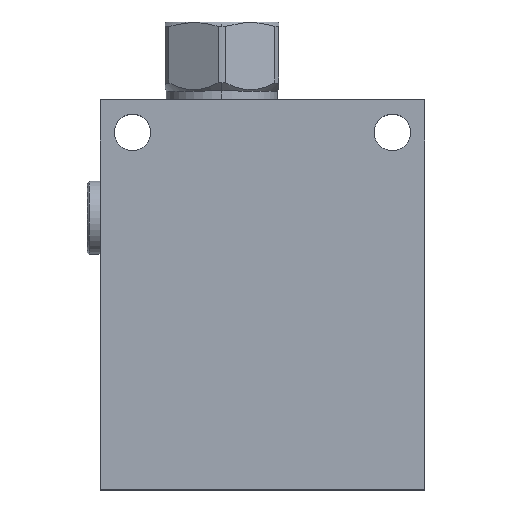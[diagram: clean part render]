
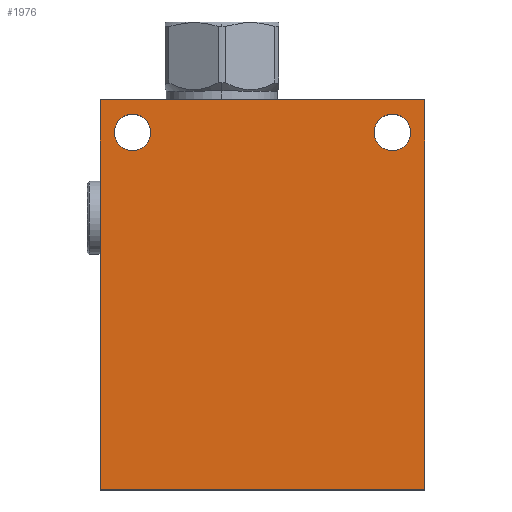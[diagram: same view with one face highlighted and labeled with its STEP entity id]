
A CAD part, top view. The second image highlights one B-rep face of the part: STEP entity #1976.
In plain terms, the highlighted planar face has unit normal (0, 0, 1).
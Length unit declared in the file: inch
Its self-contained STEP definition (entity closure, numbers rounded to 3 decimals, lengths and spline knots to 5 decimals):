
#103=DIRECTION('',(0.,-1.,0.));
#104=VECTOR('',#103,3.);
#105=CARTESIAN_POINT('',(0.,0.,1.25));
#106=LINE('',#105,#104);
#107=DIRECTION('',(-1.,0.,0.));
#108=VECTOR('',#107,2.5);
#109=CARTESIAN_POINT('',(2.5,0.,1.25));
#110=LINE('',#109,#108);
#111=DIRECTION('',(0.,1.,0.));
#112=VECTOR('',#111,3.);
#113=CARTESIAN_POINT('',(2.5,-3.,1.25));
#114=LINE('',#113,#112);
#115=DIRECTION('',(1.,0.,0.));
#116=VECTOR('',#115,2.5);
#117=CARTESIAN_POINT('',(0.,-3.,1.25));
#118=LINE('',#117,#116);
#119=CARTESIAN_POINT('',(0.25,-0.25,1.25));
#120=DIRECTION('',(0.,0.,-1.));
#121=DIRECTION('',(-1.,0.,0.));
#122=AXIS2_PLACEMENT_3D('',#119,#120,#121);
#124=CARTESIAN_POINT('',(0.25,-0.25,1.25));
#125=DIRECTION('',(0.,0.,-1.));
#126=DIRECTION('',(1.,0.,0.));
#127=AXIS2_PLACEMENT_3D('',#124,#125,#126);
#129=CARTESIAN_POINT('',(2.25,-0.25,1.25));
#130=DIRECTION('',(0.,0.,-1.));
#131=DIRECTION('',(-1.,0.,0.));
#132=AXIS2_PLACEMENT_3D('',#129,#130,#131);
#134=CARTESIAN_POINT('',(2.25,-0.25,1.25));
#135=DIRECTION('',(0.,0.,-1.));
#136=DIRECTION('',(1.,0.,0.));
#137=AXIS2_PLACEMENT_3D('',#134,#135,#136);
#1611=CARTESIAN_POINT('',(0.,0.,1.25));
#1612=CARTESIAN_POINT('',(0.,-3.,1.25));
#1613=VERTEX_POINT('',#1611);
#1614=VERTEX_POINT('',#1612);
#1615=CARTESIAN_POINT('',(2.5,-3.,1.25));
#1616=VERTEX_POINT('',#1615);
#1617=CARTESIAN_POINT('',(2.5,0.,1.25));
#1618=VERTEX_POINT('',#1617);
#1623=CARTESIAN_POINT('',(0.1095,-0.25,1.25));
#1624=CARTESIAN_POINT('',(0.3905,-0.25,1.25));
#1625=VERTEX_POINT('',#1623);
#1626=VERTEX_POINT('',#1624);
#1631=CARTESIAN_POINT('',(2.1095,-0.25,1.25));
#1632=CARTESIAN_POINT('',(2.3905,-0.25,1.25));
#1633=VERTEX_POINT('',#1631);
#1634=VERTEX_POINT('',#1632);
#1953=CARTESIAN_POINT('',(0.,0.,1.25));
#1954=DIRECTION('',(0.,0.,1.));
#1955=DIRECTION('',(1.,0.,0.));
#1956=AXIS2_PLACEMENT_3D('',#1953,#1954,#1955);
#1957=PLANE('',#1956);
#1958=ORIENTED_EDGE('',*,*,#1875,.F.);
#1959=ORIENTED_EDGE('',*,*,#1902,.F.);
#1960=ORIENTED_EDGE('',*,*,#1922,.F.);
#1961=ORIENTED_EDGE('',*,*,#1941,.F.);
#1962=EDGE_LOOP('',(#1958,#1959,#1960,#1961));
#1963=FACE_OUTER_BOUND('',#1962,.F.);
#1965=ORIENTED_EDGE('',*,*,#1964,.F.);
#1967=ORIENTED_EDGE('',*,*,#1966,.F.);
#1968=EDGE_LOOP('',(#1965,#1967));
#1969=FACE_BOUND('',#1968,.F.);
#1971=ORIENTED_EDGE('',*,*,#1970,.F.);
#1973=ORIENTED_EDGE('',*,*,#1972,.F.);
#1974=EDGE_LOOP('',(#1971,#1973));
#1975=FACE_BOUND('',#1974,.F.);
#1976=ADVANCED_FACE('',(#1963,#1969,#1975),#1957,.T.);
#123=CIRCLE('',#122,0.1405);
#128=CIRCLE('',#127,0.1405);
#133=CIRCLE('',#132,0.1405);
#138=CIRCLE('',#137,0.1405);
#1875=EDGE_CURVE('',#1613,#1614,#106,.T.);
#1902=EDGE_CURVE('',#1618,#1613,#110,.T.);
#1922=EDGE_CURVE('',#1616,#1618,#114,.T.);
#1941=EDGE_CURVE('',#1614,#1616,#118,.T.);
#1964=EDGE_CURVE('',#1625,#1626,#123,.T.);
#1966=EDGE_CURVE('',#1626,#1625,#128,.T.);
#1970=EDGE_CURVE('',#1633,#1634,#133,.T.);
#1972=EDGE_CURVE('',#1634,#1633,#138,.T.);
